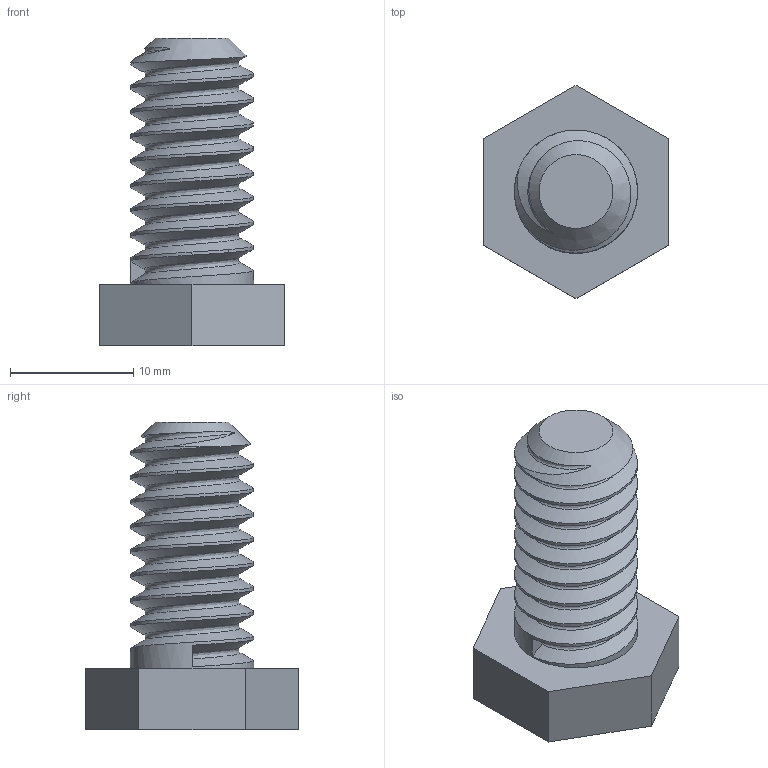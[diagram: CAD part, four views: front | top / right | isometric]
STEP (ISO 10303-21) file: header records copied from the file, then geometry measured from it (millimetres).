
FILE_DESCRIPTION(('STEP AP242'), '1');
FILE_NAME('櫻蠉錪', '', ('UNSPECIFIED'), ('UNSPECIFIED'), 'C3D Converter', 'C3D Toolkit', '');
FILE_SCHEMA(('AP242_MANAGED_MODEL_BASED_3D_ENGINEERING_MIM_LF { 1 0 10303 442 1 1 4 }'));
Length unit declared in the file: millimetre
Bounding box: 15 x 17.32 x 25 mm (x, y, z)
Volume: 2175.5 mm3; surface area: 1491.1 mm2
Topology: 2 solids, 2 shells, 27 faces, 70 edges, 52 vertices
Faces by surface type: plane 12, cylinder 11, bspline 3, cone 1
Full cylindrical faces by diameter (mm): 0.02 x1, 0.04 x1, 10 x1
Entity records: 9118 total; most frequent: CARTESIAN_POINT 8281, ORIENTED_EDGE 118, DIRECTION 92, EDGE_CURVE 59, VERTEX_POINT 42, EDGE_LOOP 33, AXIS2_PLACEMENT_3D 32, COLOUR_RGB 32
